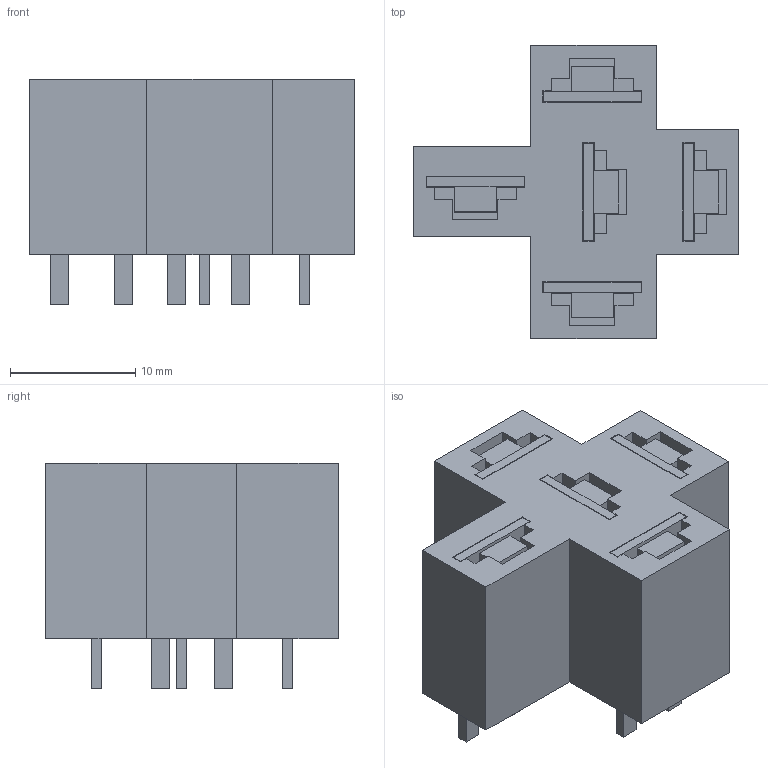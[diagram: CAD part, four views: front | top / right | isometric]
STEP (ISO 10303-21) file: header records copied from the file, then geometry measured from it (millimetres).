
FILE_DESCRIPTION (( 'STEP AP214' ), '1' );
FILE_NAME ('S901080-A02_Monoblock_Components.STEP', '2025-01-28T16:43:39', ( '' ), ( '' ), 'SwSTEP 2.0', 'SolidWorks 2023', '' );
FILE_SCHEMA (( 'AUTOMOTIVE_DESIGN' ));
Length unit declared in the file: millimetre
Products named in the file (3): K901080_63156; S901080-A02_Monoblock_Components; K91167-F
Assembly tree (6 placements, depth 2):
  S901080-A02_Monoblock_Components
    K901080_63156
    K91167-F  x5
Bounding box: 26 x 23.4 x 18 mm (x, y, z)
Volume: 4747.8 mm3; surface area: 5363.4 mm2
Topology: 6 solids, 6 shells, 199 faces, 516 edges, 334 vertices
Faces by surface type: plane 199
Entity records: 3818 total; most frequent: CARTESIAN_POINT 662, ORIENTED_EDGE 648, DIRECTION 588, EDGE_CURVE 324, LINE 324, VECTOR 324, VERTEX_POINT 206, EDGE_LOOP 134
